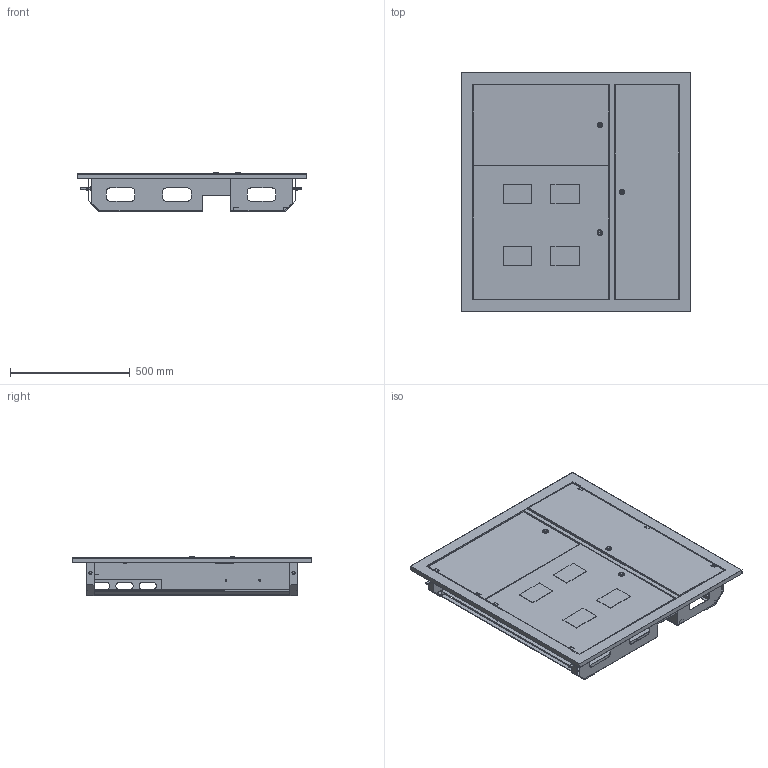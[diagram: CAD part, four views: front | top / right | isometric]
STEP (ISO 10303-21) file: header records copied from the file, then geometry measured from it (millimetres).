
FILE_DESCRIPTION (( 'STEP AP214' ), '1' );
FILE_NAME ('MKM42-4-6-31 Êîðïóñ ìåòàëëè÷åñêèé ÙÝ-4-6 36 ÓÕË3 IP31.STEP', '2016-08-04T11:52:29', ( 'user' ), ( '' ), 'SwSTEP 2.0', 'SolidWorks 2014', '' );
FILE_SCHEMA (( 'AUTOMOTIVE_DESIGN' ));
Length unit declared in the file: millimetre
Products named in the file (7): Ïàíåëü ìîíòàæíàÿ; Áîëò ÃÎÑÒ 7798_Œ8å40; Äâåðü îòñåêà ðàñïðåäåëåíèÿ ÙÝ-õ-1; Äâåðü ñëàáîòî÷íîãî îòñåêà ÙÝ-õ-1; Äâåðü ó÷¸òíîãî îòñåêà ÙÝ-4-6; Îáîëî÷êà ÙÝ-õ-6; MKM42-4-6-31 Êîðïóñ ìåòàëëè÷åñêèé ÙÝ-4-6 36 ÓÕË3 IP31
Assembly tree (9 placements, depth 2):
  MKM42-4-6-31 Êîðïóñ ìåòàëëè÷åñêèé ÙÝ-4-6 36 ÓÕË3 IP31
    Îáîëî÷êà ÙÝ-õ-6
    Äâåðü ó÷¸òíîãî îòñåêà ÙÝ-4-6
    Äâåðü ñëàáîòî÷íîãî îòñåêà ÙÝ-õ-1
    Äâåðü îòñåêà ðàñïðåäåëåíèÿ ÙÝ-õ-1
    Áîëò ÃÎÑÒ 7798_Œ8å40  x4
    Ïàíåëü ìîíòàæíàÿ
Bounding box: 960 x 1000 x 165.48 mm (x, y, z)
Volume: 2188388.9 mm3; surface area: 4340083.5 mm2
Topology: 37 solids, 37 shells, 1869 faces, 5079 edges, 3231 vertices
Faces by surface type: plane 1168, cylinder 611, cone 78, bspline 12
Entity records: 58987 total; most frequent: CARTESIAN_POINT 10726, ORIENTED_EDGE 9918, DIRECTION 9731, EDGE_CURVE 4959, LINE 3563, VECTOR 3563, VERTEX_POINT 3159, AXIS2_PLACEMENT_3D 3084
